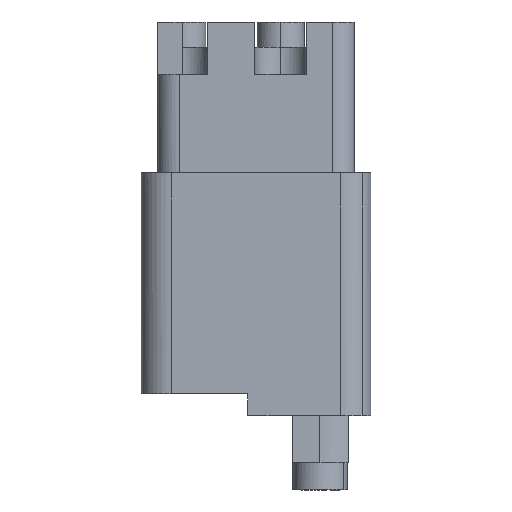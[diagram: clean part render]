
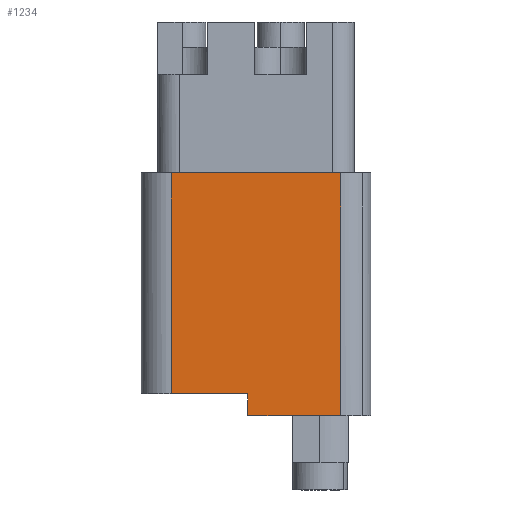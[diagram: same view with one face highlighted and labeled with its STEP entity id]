
A CAD part, left-side view. The second image highlights one B-rep face of the part: STEP entity #1234.
In plain terms, the highlighted planar face has unit normal (-1, 0, 0).
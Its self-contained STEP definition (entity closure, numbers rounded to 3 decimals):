
#1198=AXIS2_PLACEMENT_3D('Plane Axis2P3D',#1195,#1196,#1197) ;
#447=CARTESIAN_POINT('Vertex',(0.,2.75,6.8)) ;
#450=CARTESIAN_POINT('Line Origine',(0.,7.,6.8)) ;
#454=CARTESIAN_POINT('Vertex',(0.,11.25,6.8)) ;
#1181=CARTESIAN_POINT('Vertex',(0.,2.75,29.)) ;
#1185=CARTESIAN_POINT('Control Point',(0.,2.75,29.)) ;
#1186=CARTESIAN_POINT('Control Point',(0.,2.75,6.8)) ;
#1195=CARTESIAN_POINT('Axis2P3D Location',(0.,2.65,29.1)) ;
#1200=CARTESIAN_POINT('Line Origine',(0.,11.25,7.8)) ;
#1204=CARTESIAN_POINT('Vertex',(0.,11.25,8.8)) ;
#1207=CARTESIAN_POINT('Line Origine',(0.,10.5,29.)) ;
#1211=CARTESIAN_POINT('Vertex',(0.,18.25,29.)) ;
#1214=CARTESIAN_POINT('Line Origine',(0.,18.25,18.9)) ;
#1218=CARTESIAN_POINT('Vertex',(0.,18.25,8.8)) ;
#1221=CARTESIAN_POINT('Line Origine',(0.,14.75,8.8)) ;
#451=DIRECTION('Vector Direction',(0.,-1.,0.)) ;
#1196=DIRECTION('Axis2P3D Direction',(-1.,0.,0.)) ;
#1197=DIRECTION('Axis2P3D XDirection',(0.,1.,0.)) ;
#1201=DIRECTION('Vector Direction',(0.,0.,-1.)) ;
#1208=DIRECTION('Vector Direction',(0.,1.,0.)) ;
#1215=DIRECTION('Vector Direction',(0.,0.,-1.)) ;
#1222=DIRECTION('Vector Direction',(0.,-1.,0.)) ;
#452=VECTOR('Line Direction',#451,1.) ;
#1202=VECTOR('Line Direction',#1201,1.) ;
#1209=VECTOR('Line Direction',#1208,1.) ;
#1216=VECTOR('Line Direction',#1215,1.) ;
#1223=VECTOR('Line Direction',#1222,1.) ;
#1227=ORIENTED_EDGE('',*,*,#1206,.T.) ;
#1228=ORIENTED_EDGE('',*,*,#456,.T.) ;
#1229=ORIENTED_EDGE('',*,*,#1187,.F.) ;
#1230=ORIENTED_EDGE('',*,*,#1213,.T.) ;
#1231=ORIENTED_EDGE('',*,*,#1220,.T.) ;
#1232=ORIENTED_EDGE('',*,*,#1225,.T.) ;
#1234=ADVANCED_FACE('Brep With Voids',(#1233),#1199,.T.) ;
#456=EDGE_CURVE('',#455,#448,#453,.T.) ;
#1187=EDGE_CURVE('',#1182,#448,#1184,.T.) ;
#1206=EDGE_CURVE('',#1205,#455,#1203,.T.) ;
#1213=EDGE_CURVE('',#1182,#1212,#1210,.T.) ;
#1220=EDGE_CURVE('',#1212,#1219,#1217,.T.) ;
#1225=EDGE_CURVE('',#1219,#1205,#1224,.T.) ;
#1226=EDGE_LOOP('',(#1227,#1228,#1229,#1230,#1231,#1232)) ;
#1233=FACE_OUTER_BOUND('',#1226,.T.) ;
#453=LINE('Line',#450,#452) ;
#1203=LINE('Line',#1200,#1202) ;
#1210=LINE('Line',#1207,#1209) ;
#1217=LINE('Line',#1214,#1216) ;
#1224=LINE('Line',#1221,#1223) ;
#1199=PLANE('',#1198) ;
#448=VERTEX_POINT('',#447) ;
#455=VERTEX_POINT('',#454) ;
#1182=VERTEX_POINT('',#1181) ;
#1205=VERTEX_POINT('',#1204) ;
#1212=VERTEX_POINT('',#1211) ;
#1219=VERTEX_POINT('',#1218) ;
#1184=(BOUNDED_CURVE()B_SPLINE_CURVE(1,(#1185,#1186),.UNSPECIFIED.,.F.,.U.)B_SPLINE_CURVE_WITH_KNOTS((2,2),(0.1,22.3),.UNSPECIFIED.)CURVE()GEOMETRIC_REPRESENTATION_ITEM()RATIONAL_B_SPLINE_CURVE((0.933,0.933))REPRESENTATION_ITEM('')) ;
